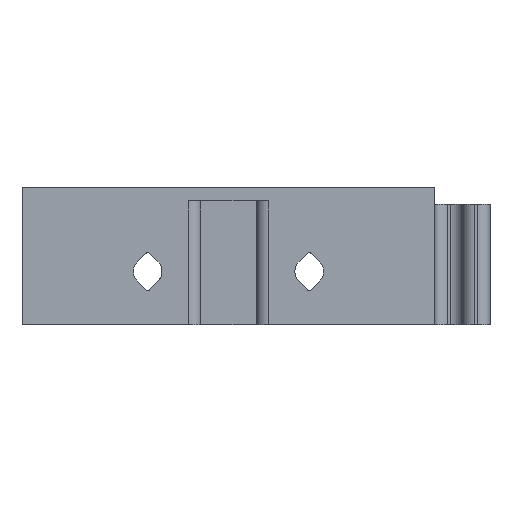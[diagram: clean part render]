
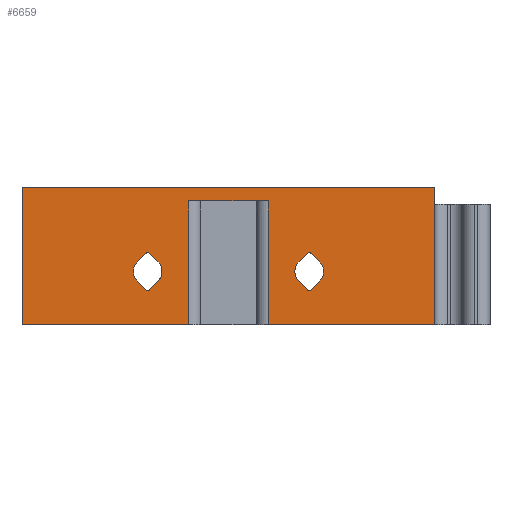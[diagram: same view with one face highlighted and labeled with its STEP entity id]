
A CAD part, left-side view. The second image highlights one B-rep face of the part: STEP entity #6659.
In plain terms, the highlighted planar face has unit normal (-1, 0, 0).
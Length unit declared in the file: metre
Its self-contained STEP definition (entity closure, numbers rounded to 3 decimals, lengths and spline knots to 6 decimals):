
#298=CIRCLE('',#7164,0.002075);
#301=CIRCLE('',#7183,0.002075);
#311=CIRCLE('',#7195,0.0004);
#312=CIRCLE('',#7196,0.002075);
#313=CIRCLE('',#7197,0.0004);
#314=CIRCLE('',#7198,0.0004);
#315=CIRCLE('',#7199,0.0004);
#316=CIRCLE('',#7200,0.002075);
#1104=ORIENTED_EDGE('',*,*,#3070,.T.);
#1105=ORIENTED_EDGE('',*,*,#2724,.F.);
#1106=ORIENTED_EDGE('',*,*,#3071,.F.);
#1107=ORIENTED_EDGE('',*,*,#3072,.F.);
#1108=ORIENTED_EDGE('',*,*,#3073,.T.);
#1109=ORIENTED_EDGE('',*,*,#2760,.F.);
#1110=ORIENTED_EDGE('',*,*,#3074,.T.);
#1111=ORIENTED_EDGE('',*,*,#2549,.T.);
#1112=ORIENTED_EDGE('',*,*,#3075,.F.);
#1113=ORIENTED_EDGE('',*,*,#3076,.F.);
#1114=ORIENTED_EDGE('',*,*,#3077,.T.);
#1115=ORIENTED_EDGE('',*,*,#3078,.F.);
#1116=ORIENTED_EDGE('',*,*,#3079,.T.);
#1117=ORIENTED_EDGE('',*,*,#3080,.F.);
#1118=ORIENTED_EDGE('',*,*,#3081,.F.);
#1119=ORIENTED_EDGE('',*,*,#3039,.F.);
#1120=ORIENTED_EDGE('',*,*,#3082,.F.);
#1121=ORIENTED_EDGE('',*,*,#3083,.F.);
#1122=ORIENTED_EDGE('',*,*,#3084,.T.);
#1123=ORIENTED_EDGE('',*,*,#3003,.F.);
#1124=ORIENTED_EDGE('',*,*,#3085,.T.);
#1125=ORIENTED_EDGE('',*,*,#3086,.F.);
#1126=ORIENTED_EDGE('',*,*,#3087,.F.);
#1127=ORIENTED_EDGE('',*,*,#3088,.F.);
#2549=EDGE_CURVE('',#3571,#3574,#4242,.F.);
#2724=EDGE_CURVE('',#3725,#3726,#4372,.F.);
#2760=EDGE_CURVE('',#3761,#3762,#4392,.F.);
#3003=EDGE_CURVE('',#3948,#3949,#298,.T.);
#3039=EDGE_CURVE('',#3984,#3985,#301,.T.);
#3070=EDGE_CURVE('',#3574,#3726,#4566,.T.);
#3071=EDGE_CURVE('',#4011,#3725,#4567,.T.);
#3072=EDGE_CURVE('',#4012,#4011,#4568,.F.);
#3073=EDGE_CURVE('',#4012,#3762,#4569,.F.);
#3074=EDGE_CURVE('',#3761,#3571,#4570,.T.);
#3075=EDGE_CURVE('',#4013,#3984,#4571,.T.);
#3076=EDGE_CURVE('',#4014,#4013,#311,.T.);
#3077=EDGE_CURVE('',#4014,#4015,#4572,.T.);
#3078=EDGE_CURVE('',#4016,#4015,#312,.T.);
#3079=EDGE_CURVE('',#4016,#4017,#4573,.T.);
#3080=EDGE_CURVE('',#4018,#4017,#313,.T.);
#3081=EDGE_CURVE('',#3985,#4018,#4574,.T.);
#3082=EDGE_CURVE('',#4019,#4020,#4575,.T.);
#3083=EDGE_CURVE('',#4021,#4019,#314,.T.);
#3084=EDGE_CURVE('',#4021,#3949,#4576,.T.);
#3085=EDGE_CURVE('',#3948,#4022,#4577,.T.);
#3086=EDGE_CURVE('',#4023,#4022,#315,.T.);
#3087=EDGE_CURVE('',#4024,#4023,#4578,.T.);
#3088=EDGE_CURVE('',#4020,#4024,#316,.T.);
#3571=VERTEX_POINT('',#9139);
#3574=VERTEX_POINT('',#9144);
#3725=VERTEX_POINT('',#9548);
#3726=VERTEX_POINT('',#9549);
#3761=VERTEX_POINT('',#9619);
#3762=VERTEX_POINT('',#9621);
#3948=VERTEX_POINT('',#10166);
#3949=VERTEX_POINT('',#10168);
#3984=VERTEX_POINT('',#10267);
#3985=VERTEX_POINT('',#10269);
#4011=VERTEX_POINT('',#10329);
#4012=VERTEX_POINT('',#10331);
#4013=VERTEX_POINT('',#10335);
#4014=VERTEX_POINT('',#10337);
#4015=VERTEX_POINT('',#10339);
#4016=VERTEX_POINT('',#10341);
#4017=VERTEX_POINT('',#10343);
#4018=VERTEX_POINT('',#10345);
#4019=VERTEX_POINT('',#10348);
#4020=VERTEX_POINT('',#10349);
#4021=VERTEX_POINT('',#10351);
#4022=VERTEX_POINT('',#10354);
#4023=VERTEX_POINT('',#10356);
#4024=VERTEX_POINT('',#10358);
#4242=LINE('',#9145,#4925);
#4372=LINE('',#9547,#5055);
#4392=LINE('',#9620,#5075);
#4566=LINE('',#10327,#5249);
#4567=LINE('',#10328,#5250);
#4568=LINE('',#10330,#5251);
#4569=LINE('',#10332,#5252);
#4570=LINE('',#10333,#5253);
#4571=LINE('',#10334,#5254);
#4572=LINE('',#10338,#5255);
#4573=LINE('',#10342,#5256);
#4574=LINE('',#10346,#5257);
#4575=LINE('',#10347,#5258);
#4576=LINE('',#10352,#5259);
#4577=LINE('',#10353,#5260);
#4578=LINE('',#10357,#5261);
#4925=VECTOR('',#7472,1.);
#5055=VECTOR('',#7726,1.);
#5075=VECTOR('',#7778,1.);
#5249=VECTOR('',#8240,1.);
#5250=VECTOR('',#8241,1.);
#5251=VECTOR('',#8242,1.);
#5252=VECTOR('',#8243,1.);
#5253=VECTOR('',#8244,1.);
#5254=VECTOR('',#8245,1.);
#5255=VECTOR('',#8248,1.);
#5256=VECTOR('',#8251,1.);
#5257=VECTOR('',#8254,1.);
#5258=VECTOR('',#8255,1.);
#5259=VECTOR('',#8258,1.);
#5260=VECTOR('',#8259,1.);
#5261=VECTOR('',#8262,1.);
#5701=EDGE_LOOP('',(#1104,#1105,#1106,#1107,#1108,#1109,#1110,#1111));
#5702=EDGE_LOOP('',(#1112,#1113,#1114,#1115,#1116,#1117,#1118,#1119));
#5703=EDGE_LOOP('',(#1120,#1121,#1122,#1123,#1124,#1125,#1126,#1127));
#6086=FACE_BOUND('',#5701,.T.);
#6087=FACE_BOUND('',#5702,.T.);
#6088=FACE_BOUND('',#5703,.T.);
#6418=PLANE('',#7194);
#6659=ADVANCED_FACE('',(#6086,#6087,#6088),#6418,.T.);
#7164=AXIS2_PLACEMENT_3D('',#10167,#8146,#8147);
#7183=AXIS2_PLACEMENT_3D('',#10268,#8195,#8196);
#7194=AXIS2_PLACEMENT_3D('',#10326,#8238,#8239);
#7195=AXIS2_PLACEMENT_3D('',#10336,#8246,#8247);
#7196=AXIS2_PLACEMENT_3D('',#10340,#8249,#8250);
#7197=AXIS2_PLACEMENT_3D('',#10344,#8252,#8253);
#7198=AXIS2_PLACEMENT_3D('',#10350,#8256,#8257);
#7199=AXIS2_PLACEMENT_3D('',#10355,#8260,#8261);
#7200=AXIS2_PLACEMENT_3D('',#10359,#8263,#8264);
#7472=DIRECTION('',(0.,-1.,0.));
#7726=DIRECTION('',(0.,-1.,0.));
#7778=DIRECTION('',(0.,-1.,0.));
#8146=DIRECTION('',(-1.,0.,0.));
#8147=DIRECTION('',(0.,-1.,0.));
#8195=DIRECTION('',(-1.,0.,0.));
#8196=DIRECTION('',(0.,-1.,0.));
#8238=DIRECTION('',(-1.,0.,0.));
#8239=DIRECTION('',(0.,-1.,0.));
#8240=DIRECTION('',(0.,0.,-1.));
#8241=DIRECTION('',(0.,0.,-1.));
#8242=DIRECTION('',(0.,-1.,0.));
#8243=DIRECTION('',(0.,0.,1.));
#8244=DIRECTION('',(0.,0.,1.));
#8245=DIRECTION('',(0.,-0.707,0.707));
#8246=DIRECTION('',(-1.,0.,0.));
#8247=DIRECTION('',(0.,-1.,0.));
#8248=DIRECTION('',(0.,0.707,0.707));
#8249=DIRECTION('',(-1.,0.,0.));
#8250=DIRECTION('',(0.,-1.,0.));
#8251=DIRECTION('',(0.,-0.707,0.707));
#8252=DIRECTION('',(-1.,0.,0.));
#8253=DIRECTION('',(0.,-1.,0.));
#8254=DIRECTION('',(0.,0.707,0.707));
#8255=DIRECTION('',(0.,-0.707,0.707));
#8256=DIRECTION('',(-1.,0.,0.));
#8257=DIRECTION('',(0.,-1.,0.));
#8258=DIRECTION('',(0.,0.707,0.707));
#8259=DIRECTION('',(0.,-0.707,0.707));
#8260=DIRECTION('',(-1.,0.,0.));
#8261=DIRECTION('',(0.,-1.,0.));
#8262=DIRECTION('',(0.,0.707,0.707));
#8263=DIRECTION('',(-1.,0.,0.));
#8264=DIRECTION('',(0.,-1.,0.));
#9139=CARTESIAN_POINT('',(0.810025,1.59,0.38));
#9144=CARTESIAN_POINT('',(0.810025,1.65,0.38));
#9145=CARTESIAN_POINT('',(0.810025,1.662111,0.38));
#9547=CARTESIAN_POINT('',(0.810025,1.662111,0.36));
#9548=CARTESIAN_POINT('',(0.810025,1.625778,0.36));
#9549=CARTESIAN_POINT('',(0.810025,1.65,0.36));
#9619=CARTESIAN_POINT('',(0.810025,1.59,0.36));
#9620=CARTESIAN_POINT('',(0.810025,1.662111,0.36));
#9621=CARTESIAN_POINT('',(0.810025,1.614222,0.36));
#10166=CARTESIAN_POINT('',(0.810025,1.609734,0.369201));
#10167=CARTESIAN_POINT('',(0.810025,1.608267,0.367733));
#10168=CARTESIAN_POINT('',(0.810025,1.609734,0.366266));
#10267=CARTESIAN_POINT('',(0.810025,1.630266,0.366266));
#10268=CARTESIAN_POINT('',(0.810025,1.631733,0.367733));
#10269=CARTESIAN_POINT('',(0.810025,1.630266,0.369201));
#10326=CARTESIAN_POINT('',(0.810025,1.662111,0.38));
#10327=CARTESIAN_POINT('',(0.810025,1.65,0.38));
#10328=CARTESIAN_POINT('',(0.810025,1.625778,0.38));
#10329=CARTESIAN_POINT('',(0.810025,1.625778,0.378));
#10330=CARTESIAN_POINT('',(0.810025,1.662111,0.378));
#10331=CARTESIAN_POINT('',(0.810025,1.614222,0.378));
#10332=CARTESIAN_POINT('',(0.810025,1.614222,0.38));
#10333=CARTESIAN_POINT('',(0.810025,1.59,0.38));
#10334=CARTESIAN_POINT('',(0.810025,1.639322,0.357211));
#10335=CARTESIAN_POINT('',(0.810025,1.631451,0.365082));
#10336=CARTESIAN_POINT('',(0.810025,1.631733,0.365365));
#10337=CARTESIAN_POINT('',(0.810025,1.632016,0.365082));
#10338=CARTESIAN_POINT('',(0.810025,1.654523,0.387588));
#10339=CARTESIAN_POINT('',(0.810025,1.633201,0.366266));
#10340=CARTESIAN_POINT('',(0.810025,1.631733,0.367733));
#10341=CARTESIAN_POINT('',(0.810025,1.633201,0.369201));
#10342=CARTESIAN_POINT('',(0.810025,1.642256,0.360145));
#10343=CARTESIAN_POINT('',(0.810025,1.632016,0.370385));
#10344=CARTESIAN_POINT('',(0.810025,1.631733,0.370102));
#10345=CARTESIAN_POINT('',(0.810025,1.631451,0.370385));
#10346=CARTESIAN_POINT('',(0.810025,1.651588,0.390523));
#10347=CARTESIAN_POINT('',(0.810025,1.627588,0.345477));
#10348=CARTESIAN_POINT('',(0.810025,1.607984,0.365082));
#10349=CARTESIAN_POINT('',(0.810025,1.606799,0.366266));
#10350=CARTESIAN_POINT('',(0.810025,1.608267,0.365365));
#10351=CARTESIAN_POINT('',(0.810025,1.608549,0.365082));
#10352=CARTESIAN_POINT('',(0.810025,1.642789,0.399322));
#10353=CARTESIAN_POINT('',(0.810025,1.630523,0.348412));
#10354=CARTESIAN_POINT('',(0.810025,1.608549,0.370385));
#10355=CARTESIAN_POINT('',(0.810025,1.608267,0.370102));
#10356=CARTESIAN_POINT('',(0.810025,1.607984,0.370385));
#10357=CARTESIAN_POINT('',(0.810025,1.639855,0.402256));
#10358=CARTESIAN_POINT('',(0.810025,1.606799,0.369201));
#10359=CARTESIAN_POINT('',(0.810025,1.608267,0.367733));
